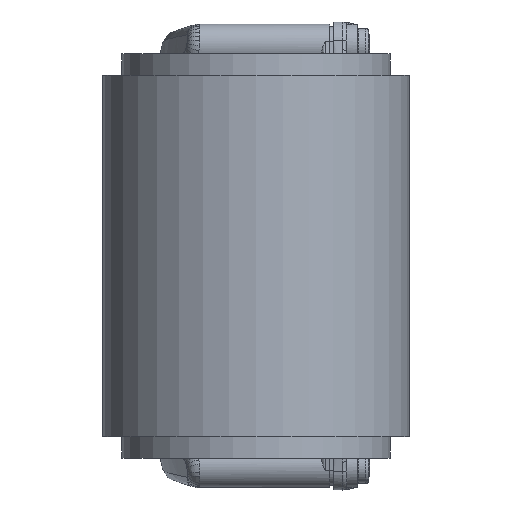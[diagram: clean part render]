
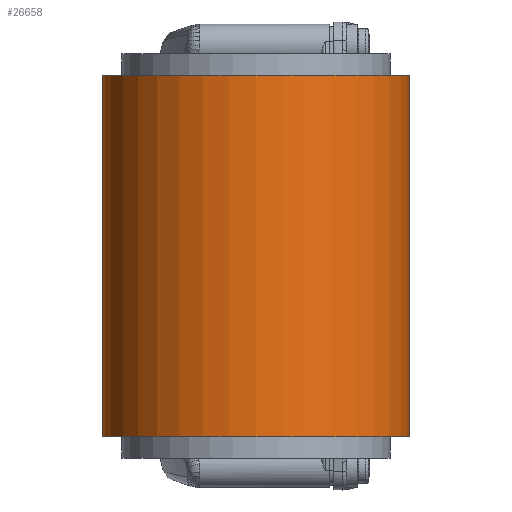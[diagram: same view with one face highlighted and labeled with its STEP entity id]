
A CAD part, front view. The second image highlights one B-rep face of the part: STEP entity #26658.
In plain terms, the highlighted cylindrical face has radius 36.15 mm (diameter 72.3 mm), a partial arc.
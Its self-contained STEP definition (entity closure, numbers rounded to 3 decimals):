
#1878 = DIRECTION ( 'NONE',  ( 0., 0., -1. ) ) ;
#2045 = FACE_OUTER_BOUND ( 'NONE', #3103, .T. ) ;
#2409 = LINE ( 'NONE', #11143, #15574 ) ;
#2758 = ORIENTED_EDGE ( 'NONE', *, *, #13009, .T. ) ;
#3002 = CIRCLE ( 'NONE', #7926, 36.15 ) ;
#3020 = CARTESIAN_POINT ( 'NONE',  ( -36.15, 0., 85. ) ) ;
#3103 = EDGE_LOOP ( 'NONE', ( #16347, #31853, #2758, #24053 ) ) ;
#4382 = VERTEX_POINT ( 'NONE', #4579 ) ;
#4579 = CARTESIAN_POINT ( 'NONE',  ( -36.15, 0., 85. ) ) ;
#6405 = AXIS2_PLACEMENT_3D ( 'NONE', #14317, #1878, #6874 ) ;
#6874 = DIRECTION ( 'NONE',  ( -1., 0., 0. ) ) ;
#7606 = DIRECTION ( 'NONE',  ( 0., 0., 1. ) ) ;
#7926 = AXIS2_PLACEMENT_3D ( 'NONE', #27827, #13018, #30294 ) ;
#8584 = CARTESIAN_POINT ( 'NONE',  ( 36.15, 0., 0. ) ) ;
#10375 = DIRECTION ( 'NONE',  ( 0., 0., -1. ) ) ;
#11143 = CARTESIAN_POINT ( 'NONE',  ( 36.15, 0., 85. ) ) ;
#11657 = CIRCLE ( 'NONE', #24074, 36.15 ) ;
#13009 = EDGE_CURVE ( 'NONE', #4382, #18229, #29759, .T. ) ;
#13018 = DIRECTION ( 'NONE',  ( 0., 0., 1. ) ) ;
#14317 = CARTESIAN_POINT ( 'NONE',  ( 0., 0., 85. ) ) ;
#14422 = CYLINDRICAL_SURFACE ( 'NONE', #6405, 36.15 ) ;
#15386 = VERTEX_POINT ( 'NONE', #30182 ) ;
#15574 = VECTOR ( 'NONE', #23594, 1000. ) ;
#16347 = ORIENTED_EDGE ( 'NONE', *, *, #27031, .F. ) ;
#16567 = EDGE_CURVE ( 'NONE', #4382, #15386, #11657, .T. ) ;
#18175 = VECTOR ( 'NONE', #10375, 1000. ) ;
#18229 = VERTEX_POINT ( 'NONE', #29500 ) ;
#19564 = EDGE_CURVE ( 'NONE', #18229, #22570, #3002, .T. ) ;
#22440 = CARTESIAN_POINT ( 'NONE',  ( 0., 0., 85. ) ) ;
#22570 = VERTEX_POINT ( 'NONE', #8584 ) ;
#23594 = DIRECTION ( 'NONE',  ( 0., 0., -1. ) ) ;
#24053 = ORIENTED_EDGE ( 'NONE', *, *, #19564, .T. ) ;
#24074 = AXIS2_PLACEMENT_3D ( 'NONE', #22440, #7606, #24904 ) ;
#24904 = DIRECTION ( 'NONE',  ( 1., 0., 0. ) ) ;
#26658 = ADVANCED_FACE ( 'NONE', ( #2045 ), #14422, .T. ) ;
#27031 = EDGE_CURVE ( 'NONE', #15386, #22570, #2409, .T. ) ;
#27827 = CARTESIAN_POINT ( 'NONE',  ( 0., 0., 0. ) ) ;
#29500 = CARTESIAN_POINT ( 'NONE',  ( -36.15, 0., 0. ) ) ;
#29759 = LINE ( 'NONE', #3020, #18175 ) ;
#30182 = CARTESIAN_POINT ( 'NONE',  ( 36.15, 0., 85. ) ) ;
#30294 = DIRECTION ( 'NONE',  ( 1., 0., 0. ) ) ;
#31853 = ORIENTED_EDGE ( 'NONE', *, *, #16567, .F. ) ;
